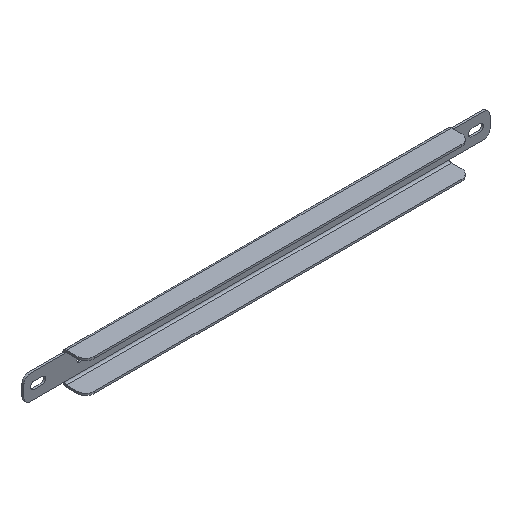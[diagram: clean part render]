
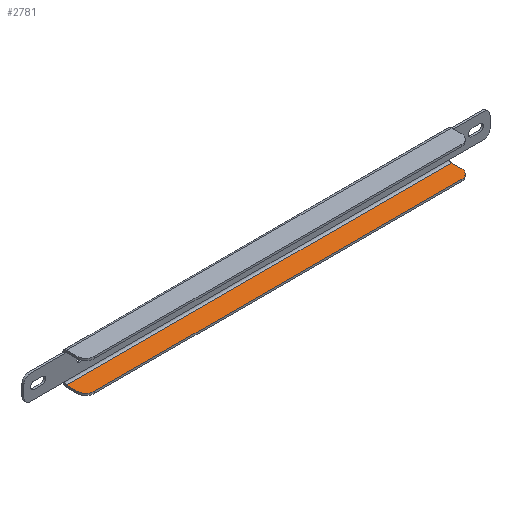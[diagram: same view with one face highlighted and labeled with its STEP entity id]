
A CAD part, isometric view. The second image highlights one B-rep face of the part: STEP entity #2781.
In plain terms, the highlighted planar face has unit normal (0, 0, 1).
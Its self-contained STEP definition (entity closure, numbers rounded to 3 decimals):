
#35 = ORIENTED_EDGE ( 'NONE', *, *, #2163, .T. ) ;
#59 = VERTEX_POINT ( 'NONE', #634 ) ;
#163 = CARTESIAN_POINT ( 'NONE',  ( -149.5, -11., -11. ) ) ;
#175 = EDGE_CURVE ( 'NONE', #59, #434, #1785, .T. ) ;
#200 = EDGE_CURVE ( 'NONE', #2125, #2387, #2193, .T. ) ;
#355 = ORIENTED_EDGE ( 'NONE', *, *, #1948, .T. ) ;
#427 = DIRECTION ( 'NONE',  ( 1., 0., 0. ) ) ;
#434 = VERTEX_POINT ( 'NONE', #1471 ) ;
#489 = CARTESIAN_POINT ( 'NONE',  ( 142.5, -11., -11. ) ) ;
#505 = ORIENTED_EDGE ( 'NONE', *, *, #2292, .T. ) ;
#546 = DIRECTION ( 'NONE',  ( 0., 1., 0. ) ) ;
#630 = VECTOR ( 'NONE', #427, 1000. ) ;
#634 = CARTESIAN_POINT ( 'NONE',  ( -149.5, -3., -11. ) ) ;
#771 = AXIS2_PLACEMENT_3D ( 'NONE', #801, #2563, #1443 ) ;
#801 = CARTESIAN_POINT ( 'NONE',  ( 0., 0., -11. ) ) ;
#876 = DIRECTION ( 'NONE',  ( 0., 1., 0. ) ) ;
#898 = AXIS2_PLACEMENT_3D ( 'NONE', #489, #1841, #1578 ) ;
#942 = EDGE_LOOP ( 'NONE', ( #35, #505, #2303, #2575, #355, #2805 ) ) ;
#985 = AXIS2_PLACEMENT_3D ( 'NONE', #1094, #1587, #876 ) ;
#1022 = FACE_OUTER_BOUND ( 'NONE', #942, .T. ) ;
#1094 = CARTESIAN_POINT ( 'NONE',  ( -142.5, -11., -11. ) ) ;
#1182 = CARTESIAN_POINT ( 'NONE',  ( 149.5, -11., -11. ) ) ;
#1365 = VERTEX_POINT ( 'NONE', #163 ) ;
#1405 = LINE ( 'NONE', #1883, #1753 ) ;
#1443 = DIRECTION ( 'NONE',  ( 0., 1., 0. ) ) ;
#1471 = CARTESIAN_POINT ( 'NONE',  ( 149.5, -3., -11. ) ) ;
#1558 = VECTOR ( 'NONE', #2403, 1000. ) ;
#1578 = DIRECTION ( 'NONE',  ( 0., 1., 0. ) ) ;
#1587 = DIRECTION ( 'NONE',  ( 0., 0., 1. ) ) ;
#1660 = CIRCLE ( 'NONE', #985, 7. ) ;
#1713 = CARTESIAN_POINT ( 'NONE',  ( 142.5, -18., -11. ) ) ;
#1730 = CARTESIAN_POINT ( 'NONE',  ( -142.5, -18., -11. ) ) ;
#1753 = VECTOR ( 'NONE', #546, 1000. ) ;
#1759 = CARTESIAN_POINT ( 'NONE',  ( 0., -18., -11. ) ) ;
#1785 = LINE ( 'NONE', #1827, #2810 ) ;
#1827 = CARTESIAN_POINT ( 'NONE',  ( -181., -3., -11. ) ) ;
#1841 = DIRECTION ( 'NONE',  ( 0., 0., 1. ) ) ;
#1883 = CARTESIAN_POINT ( 'NONE',  ( 149.5, 0., -11. ) ) ;
#1947 = CARTESIAN_POINT ( 'NONE',  ( -149.5, 0., -11. ) ) ;
#1948 = EDGE_CURVE ( 'NONE', #2387, #434, #1405, .T. ) ;
#1966 = LINE ( 'NONE', #1759, #630 ) ;
#2125 = VERTEX_POINT ( 'NONE', #1713 ) ;
#2133 = VERTEX_POINT ( 'NONE', #1730 ) ;
#2163 = EDGE_CURVE ( 'NONE', #59, #1365, #2200, .T. ) ;
#2193 = CIRCLE ( 'NONE', #898, 7. ) ;
#2200 = LINE ( 'NONE', #1947, #1558 ) ;
#2280 = DIRECTION ( 'NONE',  ( 1., 0., 0. ) ) ;
#2292 = EDGE_CURVE ( 'NONE', #1365, #2133, #1660, .T. ) ;
#2303 = ORIENTED_EDGE ( 'NONE', *, *, #2877, .T. ) ;
#2341 = PLANE ( 'NONE',  #771 ) ;
#2387 = VERTEX_POINT ( 'NONE', #1182 ) ;
#2403 = DIRECTION ( 'NONE',  ( 0., -1., 0. ) ) ;
#2563 = DIRECTION ( 'NONE',  ( 0., 0., -1. ) ) ;
#2575 = ORIENTED_EDGE ( 'NONE', *, *, #200, .T. ) ;
#2781 = ADVANCED_FACE ( 'NONE', ( #1022 ), #2341, .F. ) ;
#2805 = ORIENTED_EDGE ( 'NONE', *, *, #175, .F. ) ;
#2810 = VECTOR ( 'NONE', #2280, 1000. ) ;
#2877 = EDGE_CURVE ( 'NONE', #2133, #2125, #1966, .T. ) ;
